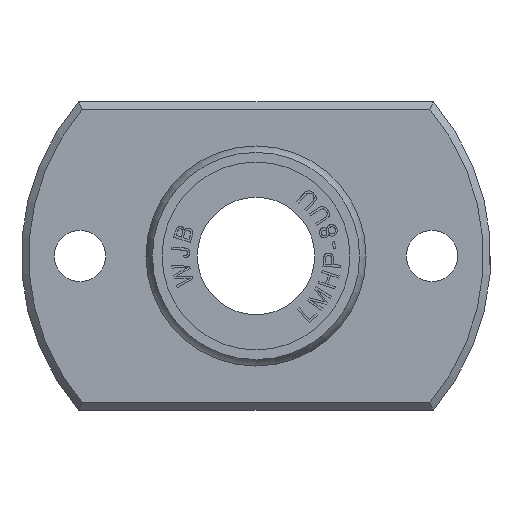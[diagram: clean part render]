
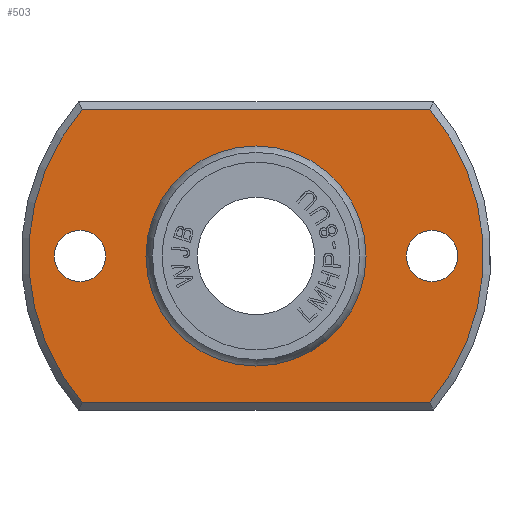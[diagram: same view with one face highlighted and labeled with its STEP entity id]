
A CAD part, left-side view. The second image highlights one B-rep face of the part: STEP entity #503.
In plain terms, the highlighted planar face has unit normal (-1, 0, 0).
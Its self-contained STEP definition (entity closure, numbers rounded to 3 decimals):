
#503=ADVANCED_FACE('',(#1177,#1178,#1179,#1180),#847,.T.);
#847=PLANE('',#6235);
#1089=CIRCLE('',#6224,15.5);
#1091=CIRCLE('',#6227,15.5);
#1094=CIRCLE('',#6232,1.75);
#1095=CIRCLE('',#6233,1.75);
#1096=CIRCLE('',#6234,7.309);
#1177=FACE_BOUND('',#1283,.T.);
#1178=FACE_BOUND('',#1284,.T.);
#1179=FACE_BOUND('',#1285,.T.);
#1180=FACE_BOUND('',#1286,.T.);
#1283=EDGE_LOOP('',(#2338));
#1284=EDGE_LOOP('',(#2339));
#1285=EDGE_LOOP('',(#2340));
#1286=EDGE_LOOP('',(#2341,#2342,#2343,#2344));
#1734=B_SPLINE_CURVE_WITH_KNOTS('',3,(#9165,#9166,#9167,#9168),.UNSPECIFIED.,
 .F.,.F.,(4,4),(0.,1.),.UNSPECIFIED.);
#1735=B_SPLINE_CURVE_WITH_KNOTS('',3,(#9169,#9170,#9171,#9172),.UNSPECIFIED.,
 .F.,.F.,(4,4),(0.,1.),.UNSPECIFIED.);
#2338=ORIENTED_EDGE('',*,*,#4611,.F.);
#2339=ORIENTED_EDGE('',*,*,#4612,.F.);
#2340=ORIENTED_EDGE('',*,*,#4613,.F.);
#2341=ORIENTED_EDGE('',*,*,#4601,.F.);
#2342=ORIENTED_EDGE('',*,*,#4614,.F.);
#2343=ORIENTED_EDGE('',*,*,#4604,.F.);
#2344=ORIENTED_EDGE('',*,*,#4615,.F.);
#4028=VERTEX_POINT('',#9124);
#4030=VERTEX_POINT('',#9127);
#4032=VERTEX_POINT('',#9136);
#4033=VERTEX_POINT('',#9137);
#4038=VERTEX_POINT('',#9160);
#4039=VERTEX_POINT('',#9162);
#4040=VERTEX_POINT('',#9164);
#4601=EDGE_CURVE('',#4028,#4030,#1089,.T.);
#4604=EDGE_CURVE('',#4032,#4033,#1091,.T.);
#4611=EDGE_CURVE('',#4038,#4038,#1094,.T.);
#4612=EDGE_CURVE('',#4039,#4039,#1095,.T.);
#4613=EDGE_CURVE('',#4040,#4040,#1096,.T.);
#4614=EDGE_CURVE('',#4033,#4028,#1734,.T.);
#4615=EDGE_CURVE('',#4030,#4032,#1735,.T.);
#6224=AXIS2_PLACEMENT_3D('',#9126,#6735,#6736);
#6227=AXIS2_PLACEMENT_3D('',#9135,#6741,#6742);
#6232=AXIS2_PLACEMENT_3D('',#9159,#6752,#6753);
#6233=AXIS2_PLACEMENT_3D('',#9161,#6754,#6755);
#6234=AXIS2_PLACEMENT_3D('',#9163,#6756,#6757);
#6235=AXIS2_PLACEMENT_3D('',#9173,#6758,#6759);
#6735=DIRECTION('',(1.,0.,0.));
#6736=DIRECTION('',(0.,0.,-1.));
#6741=DIRECTION('',(1.,0.,0.));
#6742=DIRECTION('',(0.,0.,-1.));
#6752=DIRECTION('',(-1.,0.,0.));
#6753=DIRECTION('',(0.,0.,1.));
#6754=DIRECTION('',(-1.,0.,0.));
#6755=DIRECTION('',(0.,0.,1.));
#6756=DIRECTION('',(-1.,0.,0.));
#6757=DIRECTION('',(0.,0.,1.));
#6758=DIRECTION('',(-1.,0.,0.));
#6759=DIRECTION('',(0.,0.,1.));
#9124=CARTESIAN_POINT('',(5.,-11.843,10.));
#9126=CARTESIAN_POINT('',(5.,0.,0.));
#9127=CARTESIAN_POINT('',(5.,-11.843,-10.));
#9135=CARTESIAN_POINT('',(5.,0.,0.));
#9136=CARTESIAN_POINT('',(5.,11.843,-10.));
#9137=CARTESIAN_POINT('',(5.,11.843,10.));
#9159=CARTESIAN_POINT('',(5.,-12.,0.));
#9160=CARTESIAN_POINT('',(5.,-12.,1.75));
#9161=CARTESIAN_POINT('',(5.,12.,0.));
#9162=CARTESIAN_POINT('',(5.,12.,1.75));
#9163=CARTESIAN_POINT('',(5.,0.,0.));
#9164=CARTESIAN_POINT('',(5.,0.,7.309));
#9165=CARTESIAN_POINT('',(5.,11.843,10.));
#9166=CARTESIAN_POINT('',(5.,3.948,10.));
#9167=CARTESIAN_POINT('',(5.,-3.948,10.));
#9168=CARTESIAN_POINT('',(5.,-11.843,10.));
#9169=CARTESIAN_POINT('',(5.,-11.843,-10.));
#9170=CARTESIAN_POINT('',(5.,-3.948,-10.));
#9171=CARTESIAN_POINT('',(5.,3.948,-10.));
#9172=CARTESIAN_POINT('',(5.,11.843,-10.));
#9173=CARTESIAN_POINT('',(5.,0.,11.655));
